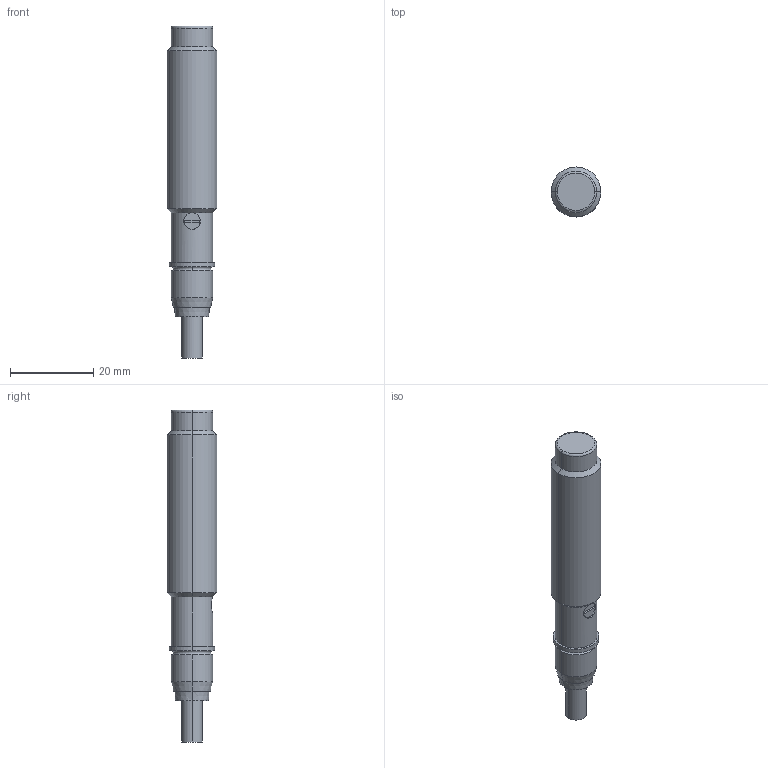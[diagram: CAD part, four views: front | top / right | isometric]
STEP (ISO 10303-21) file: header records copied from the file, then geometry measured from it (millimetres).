
FILE_DESCRIPTION((''),'2;1');
FILE_NAME('CAD1550','2012-02-14T',('dhelisch'),(''),'PRO/ENGINEER BY PARAMETRIC TECHNOLOGY CORPORATION, 2007250','PRO/ENGINEER BY PARAMETRIC TECHNOLOGY CORPORATION, 2007250','');
FILE_SCHEMA(('CONFIG_CONTROL_DESIGN'));
Length unit declared in the file: millimetre
Products named in the file (1): CAD1550
Bounding box: 12 x 12 x 80 mm (x, y, z)
Volume: 6963.6 mm3; surface area: 2807.1 mm2
Topology: 1 solids, 1 shells, 38 faces, 79 edges, 48 vertices
Faces by surface type: cylinder 14, plane 12, cone 8, torus 4
Entity records: 1427 total; most frequent: DIRECTION 196, CARTESIAN_POINT 195, ORIENTED_EDGE 158, PRESENTATION_STYLE_ASSIGNMENT 83, AXIS2_PLACEMENT_3D 81, STYLED_ITEM 80, CURVE_STYLE 79, EDGE_CURVE 79
